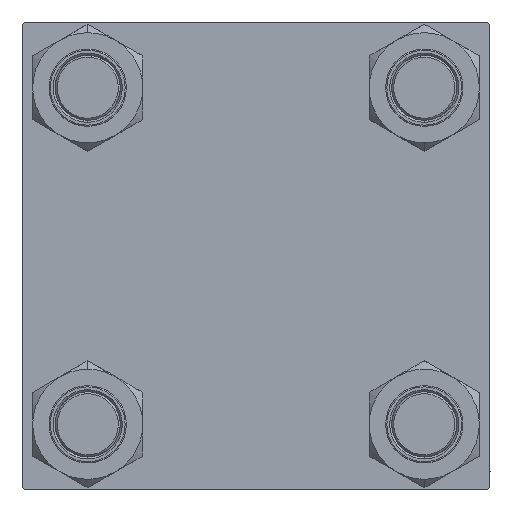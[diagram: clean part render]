
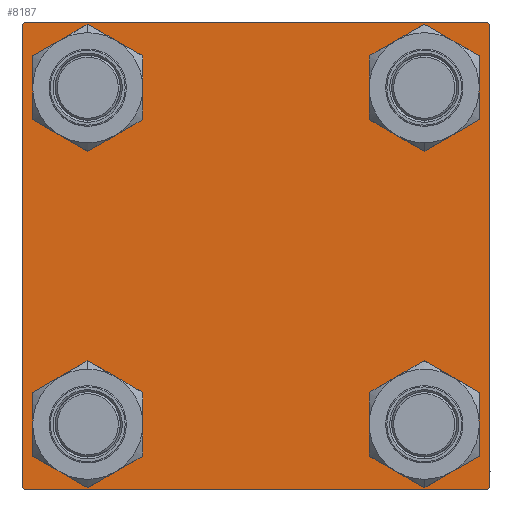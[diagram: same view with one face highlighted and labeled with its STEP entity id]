
A CAD part, left-side view. The second image highlights one B-rep face of the part: STEP entity #8187.
In plain terms, the highlighted planar face has unit normal (-1, 0, 0).
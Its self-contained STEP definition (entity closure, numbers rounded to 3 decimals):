
#354 = DIRECTION ( 'NONE',  ( 1., 0., 0. ) ) ;
#477 = DIRECTION ( 'NONE',  ( 1., 0., 0. ) ) ;
#531 = CARTESIAN_POINT ( 'NONE',  ( 0., -41.35, 49.85 ) ) ;
#534 = FACE_BOUND ( 'NONE', #45603, .T. ) ;
#1129 = EDGE_CURVE ( 'NONE', #28820, #18949, #29463, .T. ) ;
#1435 = ORIENTED_EDGE ( 'NONE', *, *, #37939, .T. ) ;
#1486 = VECTOR ( 'NONE', #33828, 1000. ) ;
#2688 = EDGE_CURVE ( 'NONE', #35481, #24559, #41092, .T. ) ;
#2863 = AXIS2_PLACEMENT_3D ( 'NONE', #38642, #50433, #3421 ) ;
#3205 = CARTESIAN_POINT ( 'NONE',  ( 0., -57.25, -57.25 ) ) ;
#3341 = DIRECTION ( 'NONE',  ( 0., -1., 0. ) ) ;
#3421 = DIRECTION ( 'NONE',  ( 0., 0., 1. ) ) ;
#3737 = ORIENTED_EDGE ( 'NONE', *, *, #16840, .T. ) ;
#4292 = VERTEX_POINT ( 'NONE', #33988 ) ;
#5227 = AXIS2_PLACEMENT_3D ( 'NONE', #16766, #354, #24750 ) ;
#5287 = EDGE_CURVE ( 'NONE', #27928, #41445, #32380, .T. ) ;
#5922 = VERTEX_POINT ( 'NONE', #40109 ) ;
#6687 = VECTOR ( 'NONE', #47255, 1000. ) ;
#6739 = ORIENTED_EDGE ( 'NONE', *, *, #5287, .F. ) ;
#6781 = CARTESIAN_POINT ( 'NONE',  ( 0., 41.35, -32.85 ) ) ;
#6852 = DIRECTION ( 'NONE',  ( 0., 0., 1. ) ) ;
#7283 = CARTESIAN_POINT ( 'NONE',  ( 0., -41.35, -49.85 ) ) ;
#7434 = CIRCLE ( 'NONE', #38624, 8.5 ) ;
#7461 = AXIS2_PLACEMENT_3D ( 'NONE', #30250, #29731, #41032 ) ;
#7556 = VERTEX_POINT ( 'NONE', #47459 ) ;
#7769 = VECTOR ( 'NONE', #20104, 1000. ) ;
#8187 = ADVANCED_FACE ( 'NONE', ( #13331, #35745, #47531, #534, #40338 ), #36506, .T. ) ;
#8209 = LINE ( 'NONE', #15910, #6687 ) ;
#8278 = CARTESIAN_POINT ( 'NONE',  ( 0., 57.5, -57.5 ) ) ;
#8457 = EDGE_CURVE ( 'NONE', #16804, #21877, #43531, .T. ) ;
#9917 = CIRCLE ( 'NONE', #7461, 8.5 ) ;
#10654 = CARTESIAN_POINT ( 'NONE',  ( 0., 57., -57.5 ) ) ;
#10863 = ORIENTED_EDGE ( 'NONE', *, *, #11673, .T. ) ;
#11570 = CARTESIAN_POINT ( 'NONE',  ( 0., 57.5, 57.5 ) ) ;
#11661 = EDGE_CURVE ( 'NONE', #35481, #14051, #38817, .T. ) ;
#11673 = EDGE_CURVE ( 'NONE', #22256, #33631, #8209, .T. ) ;
#13331 = FACE_BOUND ( 'NONE', #36846, .T. ) ;
#13584 = DIRECTION ( 'NONE',  ( 0., 0., 1. ) ) ;
#14041 = ORIENTED_EDGE ( 'NONE', *, *, #2688, .T. ) ;
#14051 = VERTEX_POINT ( 'NONE', #32449 ) ;
#14591 = DIRECTION ( 'NONE',  ( -1., 0., 0. ) ) ;
#14941 = LINE ( 'NONE', #17779, #17900 ) ;
#15610 = AXIS2_PLACEMENT_3D ( 'NONE', #25414, #14591, #13584 ) ;
#15910 = CARTESIAN_POINT ( 'NONE',  ( 0., 57.25, -57.25 ) ) ;
#15990 = LINE ( 'NONE', #8278, #7769 ) ;
#16122 = DIRECTION ( 'NONE',  ( 0., 0., 1. ) ) ;
#16709 = AXIS2_PLACEMENT_3D ( 'NONE', #17080, #21695, #17832 ) ;
#16766 = CARTESIAN_POINT ( 'NONE',  ( 0., 41.35, -41.35 ) ) ;
#16804 = VERTEX_POINT ( 'NONE', #7283 ) ;
#16840 = EDGE_CURVE ( 'NONE', #5922, #31120, #28204, .T. ) ;
#16891 = CARTESIAN_POINT ( 'NONE',  ( 0., -57.25, 57.25 ) ) ;
#17080 = CARTESIAN_POINT ( 'NONE',  ( 0., 41.35, 41.35 ) ) ;
#17675 = CARTESIAN_POINT ( 'NONE',  ( 0., 41.35, -41.35 ) ) ;
#17779 = CARTESIAN_POINT ( 'NONE',  ( 0., 57.5, 57.5 ) ) ;
#17832 = DIRECTION ( 'NONE',  ( 0., 0., 1. ) ) ;
#17900 = VECTOR ( 'NONE', #29630, 1000. ) ;
#18949 = VERTEX_POINT ( 'NONE', #26049 ) ;
#19174 = CARTESIAN_POINT ( 'NONE',  ( 0., 41.35, 41.35 ) ) ;
#20104 = DIRECTION ( 'NONE',  ( 0., -1., 0. ) ) ;
#20355 = EDGE_CURVE ( 'NONE', #4292, #7556, #39683, .T. ) ;
#20496 = DIRECTION ( 'NONE',  ( 0., 0.707, 0.707 ) ) ;
#21695 = DIRECTION ( 'NONE',  ( 1., 0., 0. ) ) ;
#21877 = VERTEX_POINT ( 'NONE', #42894 ) ;
#22238 = EDGE_LOOP ( 'NONE', ( #1435, #10863, #33080, #33833, #6739, #39610, #36103, #14041 ) ) ;
#22256 = VERTEX_POINT ( 'NONE', #24274 ) ;
#22631 = DIRECTION ( 'NONE',  ( 1., 0., 0. ) ) ;
#22874 = AXIS2_PLACEMENT_3D ( 'NONE', #38587, #22631, #41403 ) ;
#23231 = ORIENTED_EDGE ( 'NONE', *, *, #1129, .T. ) ;
#24274 = CARTESIAN_POINT ( 'NONE',  ( 0., 57.5, -57. ) ) ;
#24559 = VERTEX_POINT ( 'NONE', #25847 ) ;
#24750 = DIRECTION ( 'NONE',  ( 0., 0., 1. ) ) ;
#25200 = ORIENTED_EDGE ( 'NONE', *, *, #20355, .T. ) ;
#25411 = DIRECTION ( 'NONE',  ( 0., 0., 1. ) ) ;
#25414 = CARTESIAN_POINT ( 'NONE',  ( 0., 0., 0. ) ) ;
#25473 = AXIS2_PLACEMENT_3D ( 'NONE', #27954, #477, #16122 ) ;
#25847 = CARTESIAN_POINT ( 'NONE',  ( 0., 57.5, 57. ) ) ;
#26049 = CARTESIAN_POINT ( 'NONE',  ( 0., -41.35, 32.85 ) ) ;
#26163 = EDGE_CURVE ( 'NONE', #18949, #28820, #29145, .T. ) ;
#26268 = EDGE_CURVE ( 'NONE', #33631, #37459, #15990, .T. ) ;
#26503 = CARTESIAN_POINT ( 'NONE',  ( 0., 57., 57.5 ) ) ;
#26712 = ORIENTED_EDGE ( 'NONE', *, *, #36855, .T. ) ;
#27716 = CIRCLE ( 'NONE', #32683, 8.5 ) ;
#27928 = VERTEX_POINT ( 'NONE', #43631 ) ;
#27954 = CARTESIAN_POINT ( 'NONE',  ( 0., -41.35, -41.35 ) ) ;
#28204 = CIRCLE ( 'NONE', #5227, 8.5 ) ;
#28820 = VERTEX_POINT ( 'NONE', #531 ) ;
#28875 = VECTOR ( 'NONE', #3341, 1000. ) ;
#29145 = CIRCLE ( 'NONE', #2863, 8.5 ) ;
#29463 = CIRCLE ( 'NONE', #22874, 8.5 ) ;
#29535 = VECTOR ( 'NONE', #49031, 1000. ) ;
#29630 = DIRECTION ( 'NONE',  ( 0., 0., -1. ) ) ;
#29731 = DIRECTION ( 'NONE',  ( 1., 0., 0. ) ) ;
#30019 = CARTESIAN_POINT ( 'NONE',  ( 0., -57., -57.5 ) ) ;
#30250 = CARTESIAN_POINT ( 'NONE',  ( 0., -41.35, -41.35 ) ) ;
#31120 = VERTEX_POINT ( 'NONE', #6781 ) ;
#31618 = DIRECTION ( 'NONE',  ( 0., 0., -1. ) ) ;
#32380 = LINE ( 'NONE', #40038, #39333 ) ;
#32449 = CARTESIAN_POINT ( 'NONE',  ( 0., -57., 57.5 ) ) ;
#32683 = AXIS2_PLACEMENT_3D ( 'NONE', #19174, #46663, #6852 ) ;
#33080 = ORIENTED_EDGE ( 'NONE', *, *, #26268, .T. ) ;
#33401 = DIRECTION ( 'NONE',  ( 1., 0., 0. ) ) ;
#33413 = CARTESIAN_POINT ( 'NONE',  ( 0., 57.25, 57.25 ) ) ;
#33631 = VERTEX_POINT ( 'NONE', #10654 ) ;
#33749 = VECTOR ( 'NONE', #20496, 1000. ) ;
#33828 = DIRECTION ( 'NONE',  ( 0., -0.707, 0.707 ) ) ;
#33833 = ORIENTED_EDGE ( 'NONE', *, *, #38596, .T. ) ;
#33988 = CARTESIAN_POINT ( 'NONE',  ( 0., 41.35, 49.85 ) ) ;
#34499 = EDGE_LOOP ( 'NONE', ( #42381, #3737 ) ) ;
#34751 = ORIENTED_EDGE ( 'NONE', *, *, #8457, .T. ) ;
#35220 = ORIENTED_EDGE ( 'NONE', *, *, #48318, .T. ) ;
#35481 = VERTEX_POINT ( 'NONE', #26503 ) ;
#35745 = FACE_BOUND ( 'NONE', #47436, .T. ) ;
#35940 = LINE ( 'NONE', #16891, #33749 ) ;
#36103 = ORIENTED_EDGE ( 'NONE', *, *, #11661, .F. ) ;
#36506 = PLANE ( 'NONE',  #15610 ) ;
#36846 = EDGE_LOOP ( 'NONE', ( #23231, #42700 ) ) ;
#36855 = EDGE_CURVE ( 'NONE', #7556, #4292, #27716, .T. ) ;
#37459 = VERTEX_POINT ( 'NONE', #30019 ) ;
#37925 = LINE ( 'NONE', #3205, #1486 ) ;
#37939 = EDGE_CURVE ( 'NONE', #24559, #22256, #14941, .T. ) ;
#38587 = CARTESIAN_POINT ( 'NONE',  ( 0., -41.35, 41.35 ) ) ;
#38596 = EDGE_CURVE ( 'NONE', #37459, #41445, #37925, .T. ) ;
#38624 = AXIS2_PLACEMENT_3D ( 'NONE', #17675, #33401, #25411 ) ;
#38642 = CARTESIAN_POINT ( 'NONE',  ( 0., -41.35, 41.35 ) ) ;
#38817 = LINE ( 'NONE', #11570, #28875 ) ;
#39333 = VECTOR ( 'NONE', #31618, 1000. ) ;
#39610 = ORIENTED_EDGE ( 'NONE', *, *, #48026, .T. ) ;
#39683 = CIRCLE ( 'NONE', #16709, 8.5 ) ;
#40038 = CARTESIAN_POINT ( 'NONE',  ( 0., -57.5, 57.5 ) ) ;
#40109 = CARTESIAN_POINT ( 'NONE',  ( 0., 41.35, -49.85 ) ) ;
#40338 = FACE_OUTER_BOUND ( 'NONE', #22238, .T. ) ;
#41032 = DIRECTION ( 'NONE',  ( 0., 0., 1. ) ) ;
#41092 = LINE ( 'NONE', #33413, #29535 ) ;
#41403 = DIRECTION ( 'NONE',  ( 0., 0., 1. ) ) ;
#41445 = VERTEX_POINT ( 'NONE', #45605 ) ;
#42381 = ORIENTED_EDGE ( 'NONE', *, *, #46971, .T. ) ;
#42700 = ORIENTED_EDGE ( 'NONE', *, *, #26163, .T. ) ;
#42894 = CARTESIAN_POINT ( 'NONE',  ( 0., -41.35, -32.85 ) ) ;
#43531 = CIRCLE ( 'NONE', #25473, 8.5 ) ;
#43631 = CARTESIAN_POINT ( 'NONE',  ( 0., -57.5, 57. ) ) ;
#45603 = EDGE_LOOP ( 'NONE', ( #25200, #26712 ) ) ;
#45605 = CARTESIAN_POINT ( 'NONE',  ( 0., -57.5, -57. ) ) ;
#46663 = DIRECTION ( 'NONE',  ( 1., 0., 0. ) ) ;
#46971 = EDGE_CURVE ( 'NONE', #31120, #5922, #7434, .T. ) ;
#47255 = DIRECTION ( 'NONE',  ( 0., -0.707, -0.707 ) ) ;
#47436 = EDGE_LOOP ( 'NONE', ( #35220, #34751 ) ) ;
#47459 = CARTESIAN_POINT ( 'NONE',  ( 0., 41.35, 32.85 ) ) ;
#47531 = FACE_BOUND ( 'NONE', #34499, .T. ) ;
#48026 = EDGE_CURVE ( 'NONE', #27928, #14051, #35940, .T. ) ;
#48318 = EDGE_CURVE ( 'NONE', #21877, #16804, #9917, .T. ) ;
#49031 = DIRECTION ( 'NONE',  ( 0., 0.707, -0.707 ) ) ;
#50433 = DIRECTION ( 'NONE',  ( 1., 0., 0. ) ) ;
